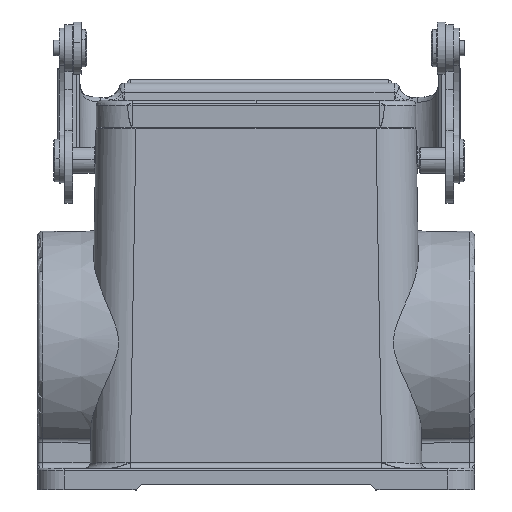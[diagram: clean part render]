
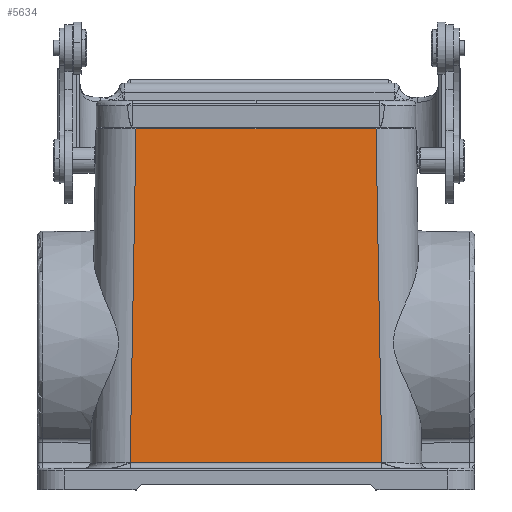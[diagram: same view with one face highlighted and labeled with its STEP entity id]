
A CAD part, top view. The second image highlights one B-rep face of the part: STEP entity #5634.
In plain terms, the highlighted planar face has unit normal (0, 0.018, 1).
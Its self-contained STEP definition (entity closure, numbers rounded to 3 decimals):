
#3313=LINE('',#37790,#4533);
#3314=LINE('',#37793,#4534);
#3315=LINE('',#37795,#4535);
#3316=LINE('',#37797,#4536);
#3317=LINE('',#37799,#4537);
#4533=VECTOR('',#25400,1.);
#4534=VECTOR('',#25401,1.);
#4535=VECTOR('',#25402,1.);
#4536=VECTOR('',#25403,1.);
#4537=VECTOR('',#25404,1.);
#5634=ADVANCED_FACE('',(#7123),#6088,.T.);
#6088=PLANE('',#20958);
#7123=FACE_OUTER_BOUND('',#8329,.T.);
#8329=EDGE_LOOP('',(#13992,#13993,#13994,#13995,#13996));
#13992=ORIENTED_EDGE('',*,*,#18789,.T.);
#13993=ORIENTED_EDGE('',*,*,#18790,.T.);
#13994=ORIENTED_EDGE('',*,*,#18791,.T.);
#13995=ORIENTED_EDGE('',*,*,#18792,.T.);
#13996=ORIENTED_EDGE('',*,*,#18793,.T.);
#15898=VERTEX_POINT('',#37791);
#15899=VERTEX_POINT('',#37792);
#15900=VERTEX_POINT('',#37794);
#15901=VERTEX_POINT('',#37796);
#15902=VERTEX_POINT('',#37798);
#18789=EDGE_CURVE('',#15898,#15899,#3313,.T.);
#18790=EDGE_CURVE('',#15899,#15900,#3314,.T.);
#18791=EDGE_CURVE('',#15900,#15901,#3315,.T.);
#18792=EDGE_CURVE('',#15901,#15902,#3316,.T.);
#18793=EDGE_CURVE('',#15902,#15898,#3317,.T.);
#20958=AXIS2_PLACEMENT_3D('',#37800,#25405,#25406);
#25400=DIRECTION('',(1.,0.,0.));
#25401=DIRECTION('',(-0.017,1.,-0.017));
#25402=DIRECTION('',(-1.,0.,0.));
#25403=DIRECTION('',(-1.,0.,0.));
#25404=DIRECTION('',(-0.017,-1.,0.017));
#25405=DIRECTION('',(0.,0.017,1.));
#25406=DIRECTION('',(0.,-1.,0.017));
#37790=CARTESIAN_POINT('',(-23.601,4.983,22.6));
#37791=CARTESIAN_POINT('',(-23.601,4.983,22.6));
#37792=CARTESIAN_POINT('',(23.601,4.981,22.6));
#37793=CARTESIAN_POINT('',(23.601,4.981,22.6));
#37794=CARTESIAN_POINT('',(22.506,67.707,21.505));
#37795=CARTESIAN_POINT('',(22.506,67.707,21.505));
#37796=CARTESIAN_POINT('',(0.,67.707,21.505));
#37797=CARTESIAN_POINT('',(0.,67.707,21.505));
#37798=CARTESIAN_POINT('',(-22.506,67.707,21.505));
#37799=CARTESIAN_POINT('',(-22.506,67.707,21.505));
#37800=CARTESIAN_POINT('',(-0.154,35.819,22.062));
